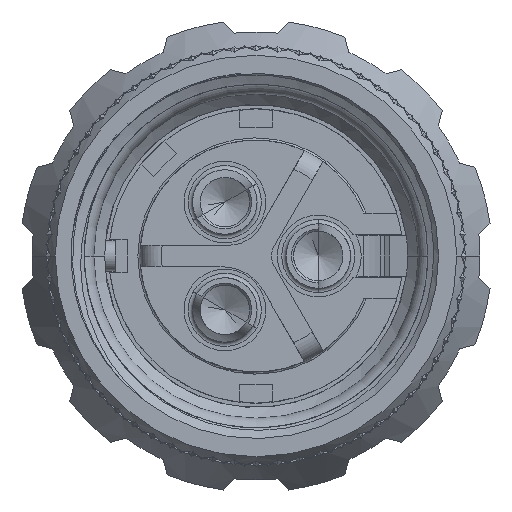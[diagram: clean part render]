
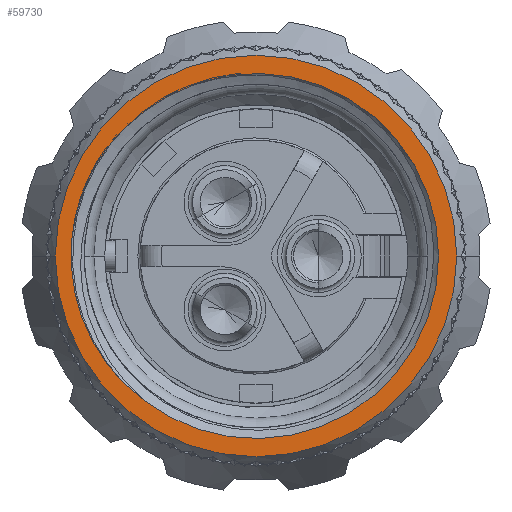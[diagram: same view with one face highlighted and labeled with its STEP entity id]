
A CAD part, left-side view. The second image highlights one B-rep face of the part: STEP entity #59730.
In plain terms, the highlighted planar face has unit normal (-1, 0, 0).
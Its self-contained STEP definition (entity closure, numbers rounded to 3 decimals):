
#24=CARTESIAN_POINT('',(0.,0.,0.));
#25=DIRECTION('',(-1.,0.,0.));
#26=DIRECTION('',(0.,1.,0.));
#27=AXIS2_PLACEMENT_3D('',#24,#25,#26);
#29=CARTESIAN_POINT('',(0.,0.,0.));
#30=DIRECTION('',(1.,0.,0.));
#31=DIRECTION('',(0.,1.,0.));
#32=AXIS2_PLACEMENT_3D('',#29,#30,#31);
#34=CARTESIAN_POINT('',(0.,6.18,5.895));
#35=CARTESIAN_POINT('',(0.,6.106,5.967));
#36=CARTESIAN_POINT('',(0.,5.956,6.109));
#37=CARTESIAN_POINT('',(0.,5.724,6.313));
#38=CARTESIAN_POINT('',(0.,5.485,6.509));
#39=CARTESIAN_POINT('',(0.,5.321,6.634));
#40=CARTESIAN_POINT('',(0.,5.238,6.695));
#42=CARTESIAN_POINT('',(0.,6.18,-5.894));
#43=CARTESIAN_POINT('',(0.,6.252,-5.823));
#44=CARTESIAN_POINT('',(0.,6.397,-5.675));
#45=CARTESIAN_POINT('',(0.,6.612,-5.436));
#46=CARTESIAN_POINT('',(0.,6.82,-5.184));
#47=CARTESIAN_POINT('',(0.,7.02,-4.92));
#48=CARTESIAN_POINT('',(0.,7.21,-4.647));
#49=CARTESIAN_POINT('',(0.,7.391,-4.364));
#50=CARTESIAN_POINT('',(0.,7.56,-4.073));
#51=CARTESIAN_POINT('',(0.,7.718,-3.775));
#52=CARTESIAN_POINT('',(0.,7.864,-3.469));
#53=CARTESIAN_POINT('',(0.,7.998,-3.158));
#54=CARTESIAN_POINT('',(0.,8.119,-2.84));
#55=CARTESIAN_POINT('',(0.,8.227,-2.518));
#56=CARTESIAN_POINT('',(0.,8.322,-2.191));
#57=CARTESIAN_POINT('',(0.,8.404,-1.86));
#58=CARTESIAN_POINT('',(0.,8.473,-1.526));
#59=CARTESIAN_POINT('',(0.,8.528,-1.19));
#60=CARTESIAN_POINT('',(0.,8.569,-0.851));
#61=CARTESIAN_POINT('',(0.,8.597,-0.511));
#62=CARTESIAN_POINT('',(0.,8.611,-0.17));
#63=CARTESIAN_POINT('',(0.,8.611,0.171));
#64=CARTESIAN_POINT('',(0.,8.597,0.511));
#65=CARTESIAN_POINT('',(0.,8.569,0.851));
#66=CARTESIAN_POINT('',(0.,8.528,1.19));
#67=CARTESIAN_POINT('',(0.,8.473,1.526));
#68=CARTESIAN_POINT('',(0.,8.404,1.86));
#69=CARTESIAN_POINT('',(0.,8.322,2.191));
#70=CARTESIAN_POINT('',(0.,8.227,2.518));
#71=CARTESIAN_POINT('',(0.,8.119,2.84));
#72=CARTESIAN_POINT('',(0.,7.997,3.158));
#73=CARTESIAN_POINT('',(0.,7.864,3.469));
#74=CARTESIAN_POINT('',(0.,7.718,3.775));
#75=CARTESIAN_POINT('',(0.,7.56,4.073));
#76=CARTESIAN_POINT('',(0.,7.391,4.364));
#77=CARTESIAN_POINT('',(0.,7.21,4.647));
#78=CARTESIAN_POINT('',(0.,7.02,4.92));
#79=CARTESIAN_POINT('',(0.,6.82,5.184));
#80=CARTESIAN_POINT('',(0.,6.612,5.436));
#81=CARTESIAN_POINT('',(0.,6.397,5.675));
#82=CARTESIAN_POINT('',(0.,6.252,5.823));
#83=CARTESIAN_POINT('',(0.,6.18,5.895));
#85=CARTESIAN_POINT('',(0.,5.238,-6.695));
#86=CARTESIAN_POINT('',(0.,5.321,-6.634));
#87=CARTESIAN_POINT('',(0.,5.485,-6.509));
#88=CARTESIAN_POINT('',(0.,5.724,-6.313));
#89=CARTESIAN_POINT('',(0.,5.956,-6.109));
#90=CARTESIAN_POINT('',(0.,6.106,-5.967));
#91=CARTESIAN_POINT('',(0.,6.18,-5.894));
#48531=CARTESIAN_POINT('',(0.,0.,0.));
#48532=DIRECTION('',(1.,0.,0.));
#48533=DIRECTION('',(0.,0.616,0.788));
#48534=AXIS2_PLACEMENT_3D('',#48531,#48532,#48533);
#54375=CARTESIAN_POINT('',(0.,9.348,0.));
#54376=CARTESIAN_POINT('',(0.,-9.348,0.));
#54377=VERTEX_POINT('',#54375);
#54378=VERTEX_POINT('',#54376);
#54657=VERTEX_POINT('',#42);
#54658=VERTEX_POINT('',#83);
#54659=VERTEX_POINT('',#40);
#54660=VERTEX_POINT('',#85);
#59709=CARTESIAN_POINT('',(0.,0.,0.));
#59710=DIRECTION('',(1.,0.,0.));
#59711=DIRECTION('',(0.,-1.,0.));
#59712=AXIS2_PLACEMENT_3D('',#59709,#59710,#59711);
#59713=PLANE('245',#59712);
#59715=ORIENTED_EDGE('4925',*,*,#59714,.F.);
#59717=ORIENTED_EDGE('4917',*,*,#59716,.T.);
#59718=EDGE_LOOP('245',(#59715,#59717));
#59719=FACE_OUTER_BOUND('245',#59718,.F.);
#59721=ORIENTED_EDGE('5219',*,*,#59720,.F.);
#59723=ORIENTED_EDGE('5210',*,*,#59722,.F.);
#59725=ORIENTED_EDGE('5209',*,*,#59724,.F.);
#59727=ORIENTED_EDGE('5211',*,*,#59726,.F.);
#59728=EDGE_LOOP('245',(#59721,#59723,#59725,#59727));
#59729=FACE_BOUND('245',#59728,.F.);
#28=CIRCLE('4925',#27,9.348);
#33=CIRCLE('4917',#32,9.348);
#41=B_SPLINE_CURVE_WITH_KNOTS('5210',3,(#34,#35,#36,#37,#38,#39,#40),
.UNSPECIFIED.,.F.,.F.,(4,1,1,1,4),(0.,0.25,0.5,0.75,1.),
.UNSPECIFIED.);
#84=B_SPLINE_CURVE_WITH_KNOTS('5209',3,(#42,#43,#44,#45,#46,#47,#48,#49,#50,#51,
#52,#53,#54,#55,#56,#57,#58,#59,#60,#61,#62,#63,#64,#65,#66,#67,#68,#69,#70,#71,
#72,#73,#74,#75,#76,#77,#78,#79,#80,#81,#82,#83),.UNSPECIFIED.,.F.,.F.,(4,1,1,1,
1,1,1,1,1,1,1,1,1,1,1,1,1,1,1,1,1,1,1,1,1,1,1,1,1,1,1,1,1,1,1,1,1,1,1,4),(0.,
0.026,0.051,0.077,0.103,
0.128,0.154,0.179,0.205,
0.231,0.256,0.282,0.308,
0.333,0.359,0.385,0.41,
0.436,0.462,0.487,0.513,
0.538,0.564,0.59,0.615,
0.641,0.667,0.692,0.718,
0.744,0.769,0.795,0.821,
0.846,0.872,0.897,0.923,
0.949,0.974,1.),.UNSPECIFIED.);
#92=B_SPLINE_CURVE_WITH_KNOTS('5211',3,(#85,#86,#87,#88,#89,#90,#91),
.UNSPECIFIED.,.F.,.F.,(4,1,1,1,4),(0.,0.25,0.5,0.75,1.),
.UNSPECIFIED.);
#48535=CIRCLE('5219',#48534,8.5);
#59714=EDGE_CURVE('4925',#54377,#54378,#28,.T.);
#59716=EDGE_CURVE('4917',#54377,#54378,#33,.T.);
#59720=EDGE_CURVE('5219',#54659,#54660,#48535,.T.);
#59722=EDGE_CURVE('5210',#54658,#54659,#41,.T.);
#59724=EDGE_CURVE('5209',#54657,#54658,#84,.T.);
#59726=EDGE_CURVE('5211',#54660,#54657,#92,.T.);
#59730=ADVANCED_FACE('245',(#59719,#59729),#59713,.F.);
